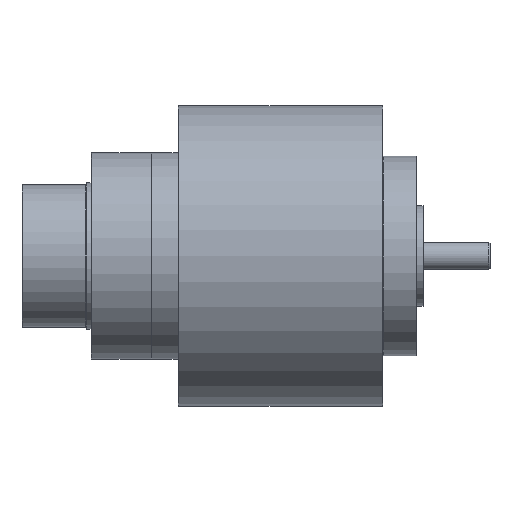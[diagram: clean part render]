
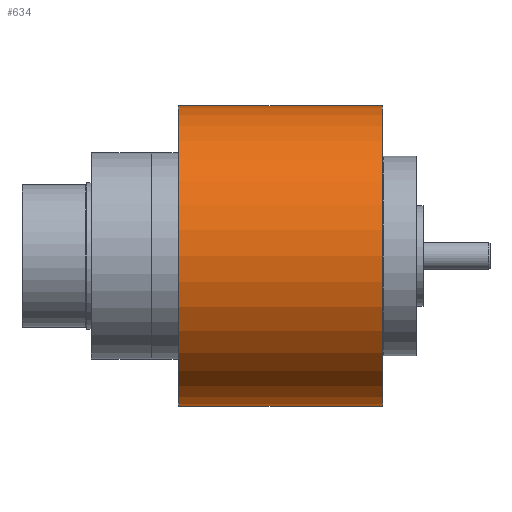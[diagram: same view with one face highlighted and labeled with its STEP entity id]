
A CAD part, front view. The second image highlights one B-rep face of the part: STEP entity #634.
In plain terms, the highlighted cylindrical face has radius 71.501 mm (diameter 143.002 mm), a partial arc.
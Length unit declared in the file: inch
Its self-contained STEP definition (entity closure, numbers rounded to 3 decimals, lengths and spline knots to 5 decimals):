
#6 = EDGE_CURVE ( 'NONE', #211, #213, #966, .T. ) ;
#11 = EDGE_CURVE ( 'NONE', #212, #214, #978, .T. ) ;
#211 = VERTEX_POINT ( 'NONE', #1413 ) ;
#212 = VERTEX_POINT ( 'NONE', #1414 ) ;
#213 = VERTEX_POINT ( 'NONE', #1415 ) ;
#214 = VERTEX_POINT ( 'NONE', #1416 ) ;
#272 = EDGE_CURVE ( 'NONE', #214, #213, #1790, .T. ) ;
#274 = EDGE_CURVE ( 'NONE', #211, #212, #1792, .T. ) ;
#436 = EDGE_LOOP ( 'NONE', ( #802, #803, #804, #805 ) ) ;
#634 = ADVANCED_FACE ( 'NONE', ( #2482 ), #2484, .T. ) ;
#802 = ORIENTED_EDGE ( 'NONE', *, *, #6, .F. ) ;
#803 = ORIENTED_EDGE ( 'NONE', *, *, #274, .T. ) ;
#804 = ORIENTED_EDGE ( 'NONE', *, *, #11, .T. ) ;
#805 = ORIENTED_EDGE ( 'NONE', *, *, #272, .T. ) ;
#966 = LINE ( 'NONE', #1012, #970 ) ;
#970 = VECTOR ( 'NONE', #1015, 39.37008 ) ;
#971 = VECTOR ( 'NONE', #1027, 39.37008 ) ;
#978 = LINE ( 'NONE', #1021, #971 ) ;
#1012 = CARTESIAN_POINT ( 'NONE',  ( 14.72202, 0., -2.815 ) ) ;
#1015 = DIRECTION ( 'NONE',  ( -1., 0., 0. ) ) ;
#1021 = CARTESIAN_POINT ( 'NONE',  ( 14.72202, 0., 2.815 ) ) ;
#1027 = DIRECTION ( 'NONE',  ( -1., 0., 0. ) ) ;
#1413 = CARTESIAN_POINT ( 'NONE',  ( 6.755, 0., -2.815 ) ) ;
#1414 = CARTESIAN_POINT ( 'NONE',  ( 6.755, 0., 2.815 ) ) ;
#1415 = CARTESIAN_POINT ( 'NONE',  ( 2.935, 0., -2.815 ) ) ;
#1416 = CARTESIAN_POINT ( 'NONE',  ( 2.935, 0., 2.815 ) ) ;
#1480 = CARTESIAN_POINT ( 'NONE',  ( 2.935, 0., 0. ) ) ;
#1486 = CARTESIAN_POINT ( 'NONE',  ( 6.755, 0., 0. ) ) ;
#1487 = DIRECTION ( 'NONE',  ( 1., 0., 0. ) ) ;
#1488 = DIRECTION ( 'NONE',  ( 0., 0., -1. ) ) ;
#1493 = DIRECTION ( 'NONE',  ( -1., 0., 0. ) ) ;
#1494 = DIRECTION ( 'NONE',  ( 0., 0., -1. ) ) ;
#1790 = CIRCLE ( 'NONE', #1907, 2.815 ) ;
#1792 = CIRCLE ( 'NONE', #1906, 2.815 ) ;
#1906 = AXIS2_PLACEMENT_3D ( 'NONE', #1486, #1493, #1494 ) ;
#1907 = AXIS2_PLACEMENT_3D ( 'NONE', #1480, #1487, #1488 ) ;
#2199 = DIRECTION ( 'NONE',  ( -1., 0., 0. ) ) ;
#2202 = DIRECTION ( 'NONE',  ( 0., 0., 1. ) ) ;
#2203 = CARTESIAN_POINT ( 'NONE',  ( 14.72202, 0., 0. ) ) ;
#2482 = FACE_OUTER_BOUND ( 'NONE', #436, .T. ) ;
#2484 = CYLINDRICAL_SURFACE ( 'NONE', #2625, 2.815 ) ;
#2625 = AXIS2_PLACEMENT_3D ( 'NONE', #2203, #2199, #2202 ) ;
